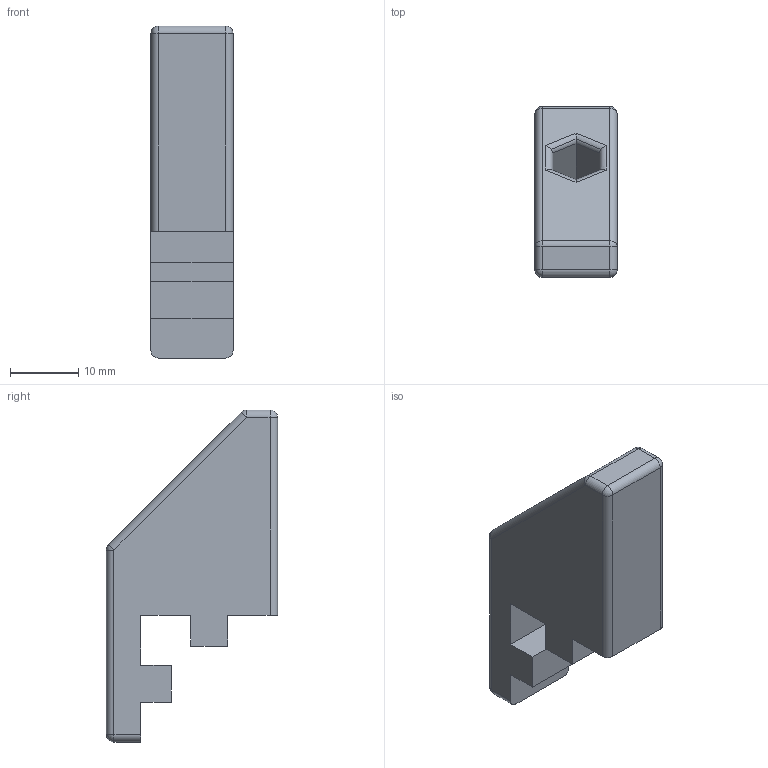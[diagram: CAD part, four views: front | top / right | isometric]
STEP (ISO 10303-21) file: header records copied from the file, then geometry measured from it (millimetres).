
FILE_DESCRIPTION (( 'STEP AP203' ), '1' );
FILE_NAME ('ﾘ褥胙瑙韭.STEP', '2025-11-08T12:20:24', ( '' ), ( '' ), 'SwSTEP 2.0', 'SolidWorks 2025', '' );
FILE_SCHEMA (( 'CONFIG_CONTROL_DESIGN' ));
Length unit declared in the file: millimetre
Products named in the file (1): Шестиграник
Bounding box: 12 x 25 x 48.5 mm (x, y, z)
Volume: 7831.4 mm3; surface area: 3341.7 mm2
Topology: 1 solids, 1 shells, 54 faces, 130 edges, 71 vertices
Faces by surface type: plane 24, cylinder 22, sphere 8
Entity records: 1543 total; most frequent: CARTESIAN_POINT 275, DIRECTION 251, ORIENTED_EDGE 244, EDGE_CURVE 122, VECTOR 85, LINE 85, AXIS2_PLACEMENT_3D 83, VERTEX_POINT 71
